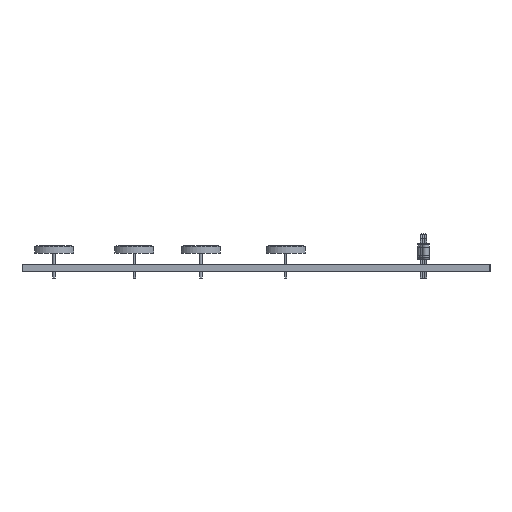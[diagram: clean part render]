
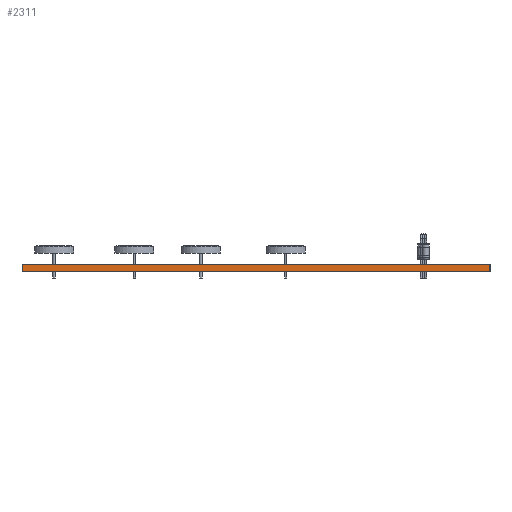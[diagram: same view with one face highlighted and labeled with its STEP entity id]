
A CAD part, left-side view. The second image highlights one B-rep face of the part: STEP entity #2311.
In plain terms, the highlighted planar face has unit normal (-1, 0, 0).
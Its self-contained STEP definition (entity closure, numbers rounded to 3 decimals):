
#2255 = VERTEX_POINT('',#2256);
#2256 = CARTESIAN_POINT('',(56.5,-143.,1.6));
#2262 = EDGE_CURVE('',#2263,#2255,#2265,.T.);
#2263 = VERTEX_POINT('',#2264);
#2264 = CARTESIAN_POINT('',(56.5,-143.,0.));
#2265 = LINE('',#2266,#2267);
#2266 = CARTESIAN_POINT('',(56.5,-143.,0.));
#2267 = VECTOR('',#2268,1.);
#2268 = DIRECTION('',(0.,0.,1.));
#2311 = ADVANCED_FACE('',(#2312),#2337,.T.);
#2312 = FACE_BOUND('',#2313,.T.);
#2313 = EDGE_LOOP('',(#2314,#2315,#2323,#2331));
#2314 = ORIENTED_EDGE('',*,*,#2262,.T.);
#2315 = ORIENTED_EDGE('',*,*,#2316,.T.);
#2316 = EDGE_CURVE('',#2255,#2317,#2319,.T.);
#2317 = VERTEX_POINT('',#2318);
#2318 = CARTESIAN_POINT('',(56.5,-41.,1.6));
#2319 = LINE('',#2320,#2321);
#2320 = CARTESIAN_POINT('',(56.5,-143.,1.6));
#2321 = VECTOR('',#2322,1.);
#2322 = DIRECTION('',(0.,1.,0.));
#2323 = ORIENTED_EDGE('',*,*,#2324,.F.);
#2324 = EDGE_CURVE('',#2325,#2317,#2327,.T.);
#2325 = VERTEX_POINT('',#2326);
#2326 = CARTESIAN_POINT('',(56.5,-41.,0.));
#2327 = LINE('',#2328,#2329);
#2328 = CARTESIAN_POINT('',(56.5,-41.,0.));
#2329 = VECTOR('',#2330,1.);
#2330 = DIRECTION('',(0.,0.,1.));
#2331 = ORIENTED_EDGE('',*,*,#2332,.F.);
#2332 = EDGE_CURVE('',#2263,#2325,#2333,.T.);
#2333 = LINE('',#2334,#2335);
#2334 = CARTESIAN_POINT('',(56.5,-143.,0.));
#2335 = VECTOR('',#2336,1.);
#2336 = DIRECTION('',(0.,1.,0.));
#2337 = PLANE('',#2338);
#2338 = AXIS2_PLACEMENT_3D('',#2339,#2340,#2341);
#2339 = CARTESIAN_POINT('',(56.5,-143.,0.));
#2340 = DIRECTION('',(-1.,0.,0.));
#2341 = DIRECTION('',(0.,1.,0.));
